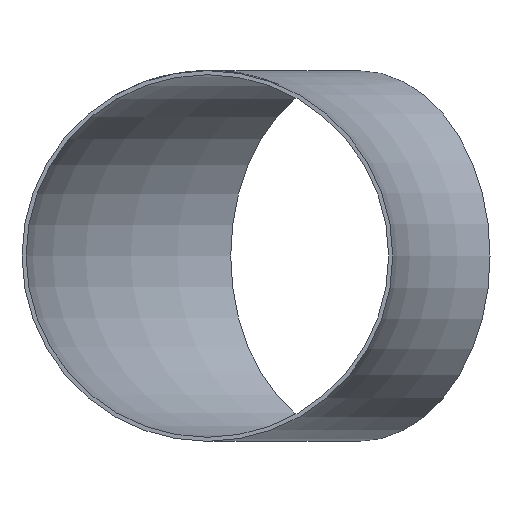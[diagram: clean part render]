
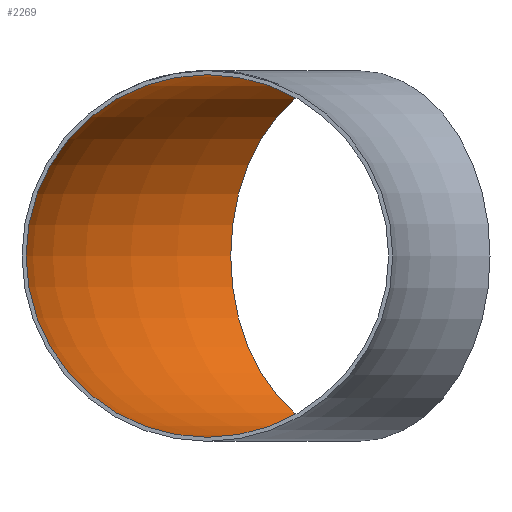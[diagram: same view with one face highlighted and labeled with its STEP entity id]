
A CAD part, front view. The second image highlights one B-rep face of the part: STEP entity #2269.
In plain terms, the highlighted toroidal (fillet/blend) face has major radius 381 mm and minor radius 133.5 mm.
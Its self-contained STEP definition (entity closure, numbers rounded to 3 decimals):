
#209 = FACE_OUTER_BOUND ( 'NONE', #10464, .T. ) ;
#1183 = DIRECTION ( 'NONE',  ( -0.707, 0.707, 0. ) ) ;
#2269 = ADVANCED_FACE ( 'NONE', ( #209, #27816 ), #18047, .F. ) ;
#4818 = DIRECTION ( 'NONE',  ( 0., 1., 0. ) ) ;
#4984 = AXIS2_PLACEMENT_3D ( 'NONE', #21117, #27508, #16419 ) ;
#6943 = CARTESIAN_POINT ( 'NONE',  ( -381., 0., 0. ) ) ;
#9502 = DIRECTION ( 'NONE',  ( 0., 0., 1. ) ) ;
#10464 = EDGE_LOOP ( 'NONE', ( #23793 ) ) ;
#13008 = CARTESIAN_POINT ( 'NONE',  ( -363.806, 363.806, 0. ) ) ;
#14225 = CARTESIAN_POINT ( 'NONE',  ( -269.408, 269.408, 0. ) ) ;
#16419 = DIRECTION ( 'NONE',  ( -1., 0., 0. ) ) ;
#16464 = EDGE_CURVE ( 'NONE', #19833, #19833, #20383, .T. ) ;
#17488 = AXIS2_PLACEMENT_3D ( 'NONE', #6943, #4818, #9502 ) ;
#17560 = VERTEX_POINT ( 'NONE', #13008 ) ;
#17848 = DIRECTION ( 'NONE',  ( 0.707, 0.707, 0. ) ) ;
#18047 = TOROIDAL_SURFACE ( 'NONE', #4984, 381., 133.5 ) ;
#19290 = EDGE_LOOP ( 'NONE', ( #28409 ) ) ;
#19833 = VERTEX_POINT ( 'NONE', #19980 ) ;
#19980 = CARTESIAN_POINT ( 'NONE',  ( -381., 0., 133.5 ) ) ;
#20383 = CIRCLE ( 'NONE', #17488, 133.5 ) ;
#20532 = CIRCLE ( 'NONE', #23433, 133.5 ) ;
#21117 = CARTESIAN_POINT ( 'NONE',  ( 0., 0., 0. ) ) ;
#23433 = AXIS2_PLACEMENT_3D ( 'NONE', #14225, #17848, #1183 ) ;
#23793 = ORIENTED_EDGE ( 'NONE', *, *, #26715, .T. ) ;
#26715 = EDGE_CURVE ( 'NONE', #17560, #17560, #20532, .T. ) ;
#27508 = DIRECTION ( 'NONE',  ( 0., 0., -1. ) ) ;
#27816 = FACE_OUTER_BOUND ( 'NONE', #19290, .T. ) ;
#28409 = ORIENTED_EDGE ( 'NONE', *, *, #16464, .F. ) ;
